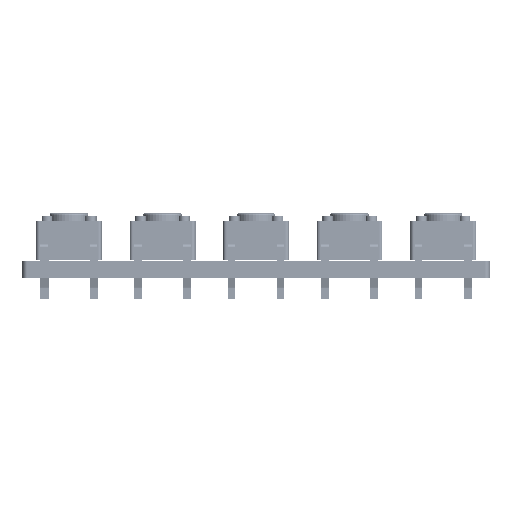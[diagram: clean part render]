
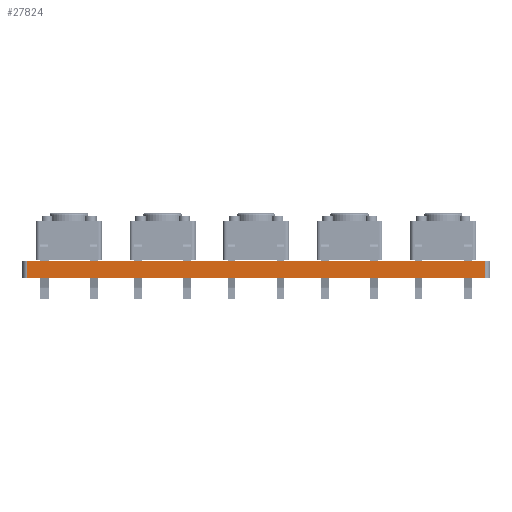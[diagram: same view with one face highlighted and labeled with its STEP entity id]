
A CAD part, left-side view. The second image highlights one B-rep face of the part: STEP entity #27824.
In plain terms, the highlighted planar face has unit normal (-1, 0, 0).
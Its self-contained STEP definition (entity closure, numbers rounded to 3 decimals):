
#8276 = PLANE('',#8277);
#8277 = AXIS2_PLACEMENT_3D('',#8278,#8279,#8280);
#8278 = CARTESIAN_POINT('',(144.287,-78.708,1.6));
#8279 = DIRECTION('',(-0.,-0.,-1.));
#8280 = DIRECTION('',(-1.,0.,0.));
#8330 = PLANE('',#8331);
#8331 = AXIS2_PLACEMENT_3D('',#8332,#8333,#8334);
#8332 = CARTESIAN_POINT('',(144.287,-78.708,0.));
#8333 = DIRECTION('',(-0.,-0.,-1.));
#8334 = DIRECTION('',(-1.,0.,0.));
#8943 = VERTEX_POINT('',#8944);
#8944 = CARTESIAN_POINT('',(75.707,-99.639,0.));
#8958 = PLANE('',#8959);
#8959 = AXIS2_PLACEMENT_3D('',#8960,#8961,#8962);
#8960 = CARTESIAN_POINT('',(75.724,-99.769,0.));
#8961 = DIRECTION('',(-0.991,-0.13,0.));
#8962 = DIRECTION('',(-0.13,0.991,0.));
#8970 = EDGE_CURVE('',#8943,#8971,#8973,.T.);
#8971 = VERTEX_POINT('',#8972);
#8972 = CARTESIAN_POINT('',(75.707,-57.777,0.));
#8973 = SURFACE_CURVE('',#8974,(#8978,#8985),.PCURVE_S1.);
#8974 = LINE('',#8975,#8976);
#8975 = CARTESIAN_POINT('',(75.707,-99.639,0.));
#8976 = VECTOR('',#8977,1.);
#8977 = DIRECTION('',(0.,1.,0.));
#8978 = PCURVE('',#8330,#8979);
#8979 = DEFINITIONAL_REPRESENTATION('',(#8980),#8984);
#8980 = LINE('',#8981,#8982);
#8981 = CARTESIAN_POINT('',(68.58,-20.931));
#8982 = VECTOR('',#8983,1.);
#8983 = DIRECTION('',(0.,1.));
#8984 = ( GEOMETRIC_REPRESENTATION_CONTEXT(2) 
PARAMETRIC_REPRESENTATION_CONTEXT() REPRESENTATION_CONTEXT('2D SPACE',''
  ) );
#8985 = PCURVE('',#8986,#8991);
#8986 = PLANE('',#8987);
#8987 = AXIS2_PLACEMENT_3D('',#8988,#8989,#8990);
#8988 = CARTESIAN_POINT('',(75.707,-99.639,0.));
#8989 = DIRECTION('',(-1.,0.,0.));
#8990 = DIRECTION('',(0.,1.,0.));
#8991 = DEFINITIONAL_REPRESENTATION('',(#8992),#8996);
#8992 = LINE('',#8993,#8994);
#8993 = CARTESIAN_POINT('',(0.,0.));
#8994 = VECTOR('',#8995,1.);
#8995 = DIRECTION('',(1.,0.));
#8996 = ( GEOMETRIC_REPRESENTATION_CONTEXT(2) 
PARAMETRIC_REPRESENTATION_CONTEXT() REPRESENTATION_CONTEXT('2D SPACE',''
  ) );
#9014 = PLANE('',#9015);
#9015 = AXIS2_PLACEMENT_3D('',#9016,#9017,#9018);
#9016 = CARTESIAN_POINT('',(75.707,-57.777,0.));
#9017 = DIRECTION('',(-0.991,0.13,0.));
#9018 = DIRECTION('',(0.13,0.991,0.));
#19082 = VERTEX_POINT('',#19083);
#19083 = CARTESIAN_POINT('',(75.707,-99.639,1.6));
#19104 = EDGE_CURVE('',#19082,#19105,#19107,.T.);
#19105 = VERTEX_POINT('',#19106);
#19106 = CARTESIAN_POINT('',(75.707,-57.777,1.6));
#19107 = SURFACE_CURVE('',#19108,(#19112,#19119),.PCURVE_S1.);
#19108 = LINE('',#19109,#19110);
#19109 = CARTESIAN_POINT('',(75.707,-99.639,1.6));
#19110 = VECTOR('',#19111,1.);
#19111 = DIRECTION('',(0.,1.,0.));
#19112 = PCURVE('',#8276,#19113);
#19113 = DEFINITIONAL_REPRESENTATION('',(#19114),#19118);
#19114 = LINE('',#19115,#19116);
#19115 = CARTESIAN_POINT('',(68.58,-20.931));
#19116 = VECTOR('',#19117,1.);
#19117 = DIRECTION('',(0.,1.));
#19118 = ( GEOMETRIC_REPRESENTATION_CONTEXT(2) 
PARAMETRIC_REPRESENTATION_CONTEXT() REPRESENTATION_CONTEXT('2D SPACE',''
  ) );
#19119 = PCURVE('',#8986,#19120);
#19120 = DEFINITIONAL_REPRESENTATION('',(#19121),#19125);
#19121 = LINE('',#19122,#19123);
#19122 = CARTESIAN_POINT('',(0.,-1.6));
#19123 = VECTOR('',#19124,1.);
#19124 = DIRECTION('',(1.,0.));
#19125 = ( GEOMETRIC_REPRESENTATION_CONTEXT(2) 
PARAMETRIC_REPRESENTATION_CONTEXT() REPRESENTATION_CONTEXT('2D SPACE',''
  ) );
#27774 = EDGE_CURVE('',#8971,#19105,#27775,.T.);
#27775 = SURFACE_CURVE('',#27776,(#27780,#27787),.PCURVE_S1.);
#27776 = LINE('',#27777,#27778);
#27777 = CARTESIAN_POINT('',(75.707,-57.777,0.));
#27778 = VECTOR('',#27779,1.);
#27779 = DIRECTION('',(0.,0.,1.));
#27780 = PCURVE('',#9014,#27781);
#27781 = DEFINITIONAL_REPRESENTATION('',(#27782),#27786);
#27782 = LINE('',#27783,#27784);
#27783 = CARTESIAN_POINT('',(0.,0.));
#27784 = VECTOR('',#27785,1.);
#27785 = DIRECTION('',(0.,-1.));
#27786 = ( GEOMETRIC_REPRESENTATION_CONTEXT(2) 
PARAMETRIC_REPRESENTATION_CONTEXT() REPRESENTATION_CONTEXT('2D SPACE',''
  ) );
#27787 = PCURVE('',#8986,#27788);
#27788 = DEFINITIONAL_REPRESENTATION('',(#27789),#27793);
#27789 = LINE('',#27790,#27791);
#27790 = CARTESIAN_POINT('',(41.863,0.));
#27791 = VECTOR('',#27792,1.);
#27792 = DIRECTION('',(0.,-1.));
#27793 = ( GEOMETRIC_REPRESENTATION_CONTEXT(2) 
PARAMETRIC_REPRESENTATION_CONTEXT() REPRESENTATION_CONTEXT('2D SPACE',''
  ) );
#27824 = ADVANCED_FACE('',(#27825),#8986,.T.);
#27825 = FACE_BOUND('',#27826,.T.);
#27826 = EDGE_LOOP('',(#27827,#27848,#27849,#27850));
#27827 = ORIENTED_EDGE('',*,*,#27828,.T.);
#27828 = EDGE_CURVE('',#8943,#19082,#27829,.T.);
#27829 = SURFACE_CURVE('',#27830,(#27834,#27841),.PCURVE_S1.);
#27830 = LINE('',#27831,#27832);
#27831 = CARTESIAN_POINT('',(75.707,-99.639,0.));
#27832 = VECTOR('',#27833,1.);
#27833 = DIRECTION('',(0.,0.,1.));
#27834 = PCURVE('',#8986,#27835);
#27835 = DEFINITIONAL_REPRESENTATION('',(#27836),#27840);
#27836 = LINE('',#27837,#27838);
#27837 = CARTESIAN_POINT('',(0.,0.));
#27838 = VECTOR('',#27839,1.);
#27839 = DIRECTION('',(0.,-1.));
#27840 = ( GEOMETRIC_REPRESENTATION_CONTEXT(2) 
PARAMETRIC_REPRESENTATION_CONTEXT() REPRESENTATION_CONTEXT('2D SPACE',''
  ) );
#27841 = PCURVE('',#8958,#27842);
#27842 = DEFINITIONAL_REPRESENTATION('',(#27843),#27847);
#27843 = LINE('',#27844,#27845);
#27844 = CARTESIAN_POINT('',(0.131,0.));
#27845 = VECTOR('',#27846,1.);
#27846 = DIRECTION('',(0.,-1.));
#27847 = ( GEOMETRIC_REPRESENTATION_CONTEXT(2) 
PARAMETRIC_REPRESENTATION_CONTEXT() REPRESENTATION_CONTEXT('2D SPACE',''
  ) );
#27848 = ORIENTED_EDGE('',*,*,#19104,.T.);
#27849 = ORIENTED_EDGE('',*,*,#27774,.F.);
#27850 = ORIENTED_EDGE('',*,*,#8970,.F.);
